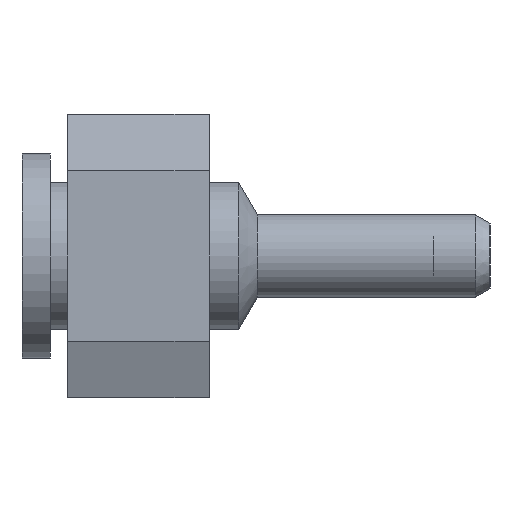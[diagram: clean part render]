
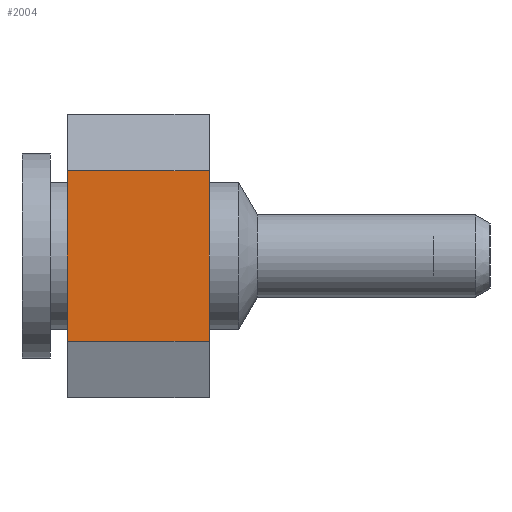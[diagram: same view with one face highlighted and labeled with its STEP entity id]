
A CAD part, left-side view. The second image highlights one B-rep face of the part: STEP entity #2004.
In plain terms, the highlighted planar face has unit normal (-1, 0, 0).
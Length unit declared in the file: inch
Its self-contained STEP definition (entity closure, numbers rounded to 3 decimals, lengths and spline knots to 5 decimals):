
#66=LINE('',#2994,#288);
#67=LINE('',#2997,#289);
#68=LINE('',#2999,#290);
#69=LINE('',#3001,#291);
#288=VECTOR('',#2442,39.37008);
#289=VECTOR('',#2443,39.37008);
#290=VECTOR('',#2444,39.37008);
#291=VECTOR('',#2445,39.37008);
#629=ORIENTED_EDGE('',*,*,#1139,.T.);
#630=ORIENTED_EDGE('',*,*,#1140,.T.);
#631=ORIENTED_EDGE('',*,*,#1141,.F.);
#632=ORIENTED_EDGE('',*,*,#1142,.F.);
#1139=EDGE_CURVE('',#1404,#1405,#66,.T.);
#1140=EDGE_CURVE('',#1405,#1406,#67,.T.);
#1141=EDGE_CURVE('',#1407,#1406,#68,.T.);
#1142=EDGE_CURVE('',#1404,#1407,#69,.T.);
#1404=VERTEX_POINT('',#2995);
#1405=VERTEX_POINT('',#2996);
#1406=VERTEX_POINT('',#2998);
#1407=VERTEX_POINT('',#3000);
#1618=EDGE_LOOP('',(#629,#630,#631,#632));
#1779=FACE_BOUND('',#1618,.T.);
#1909=PLANE('',#2167);
#2004=ADVANCED_FACE('',(#1779),#1909,.F.);
#2167=AXIS2_PLACEMENT_3D('',#2993,#2440,#2441);
#2440=DIRECTION('',(1.,0.,0.));
#2441=DIRECTION('',(0.,0.,-1.));
#2442=DIRECTION('',(0.,-1.,0.));
#2443=DIRECTION('',(0.,0.,1.));
#2444=DIRECTION('',(0.,-1.,0.));
#2445=DIRECTION('',(0.,0.,1.));
#2993=CARTESIAN_POINT('',(0.,0.05,-0.05));
#2994=CARTESIAN_POINT('',(0.,0.1,-0.03));
#2995=CARTESIAN_POINT('',(0.,0.05,-0.03));
#2996=CARTESIAN_POINT('',(0.,0.,-0.03));
#2997=CARTESIAN_POINT('',(0.,0.,-0.05));
#2998=CARTESIAN_POINT('',(0.,0.,0.03));
#2999=CARTESIAN_POINT('',(0.,0.1,0.03));
#3000=CARTESIAN_POINT('',(0.,0.05,0.03));
#3001=CARTESIAN_POINT('',(0.,0.05,-0.05));
